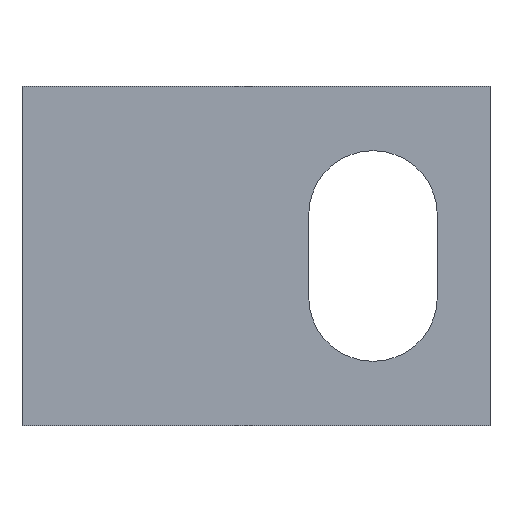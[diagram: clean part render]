
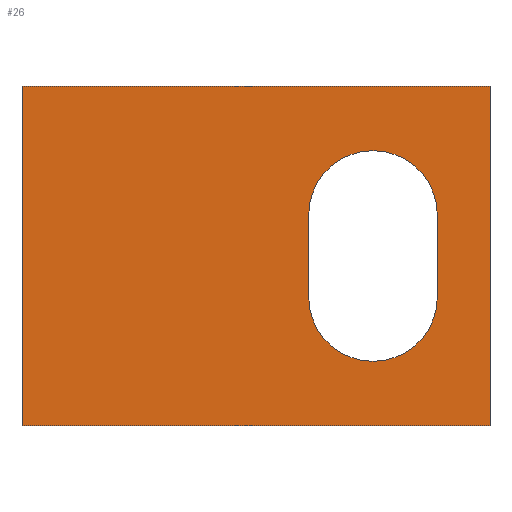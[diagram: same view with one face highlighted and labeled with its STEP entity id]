
A CAD part, front view. The second image highlights one B-rep face of the part: STEP entity #26.
In plain terms, the highlighted planar face has unit normal (0, -1, 0).
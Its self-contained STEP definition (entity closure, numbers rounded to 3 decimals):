
#2 = CARTESIAN_POINT ( 'NONE',  ( 0., 0., 14.5 ) ) ;
#26 = ADVANCED_FACE ( 'NONE', ( #115, #122 ), #334, .F. ) ;
#39 = DIRECTION ( 'NONE',  ( 1., 0., 0. ) ) ;
#48 = ORIENTED_EDGE ( 'NONE', *, *, #167, .T. ) ;
#55 = ORIENTED_EDGE ( 'NONE', *, *, #392, .T. ) ;
#82 = CIRCLE ( 'NONE', #204, 2.75 ) ;
#85 = CARTESIAN_POINT ( 'NONE',  ( 17.75, 0., 9. ) ) ;
#88 = EDGE_CURVE ( 'NONE', #372, #412, #239, .T. ) ;
#92 = DIRECTION ( 'NONE',  ( 0., 0., 1. ) ) ;
#104 = DIRECTION ( 'NONE',  ( 0., 0., 1. ) ) ;
#113 = AXIS2_PLACEMENT_3D ( 'NONE', #181, #175, #92 ) ;
#115 = FACE_BOUND ( 'NONE', #564, .T. ) ;
#122 = FACE_OUTER_BOUND ( 'NONE', #498, .T. ) ;
#126 = CARTESIAN_POINT ( 'NONE',  ( 17.75, 0., 9. ) ) ;
#140 = DIRECTION ( 'NONE',  ( 0., 1., 0. ) ) ;
#142 = CARTESIAN_POINT ( 'NONE',  ( 0., 0., 0. ) ) ;
#144 = AXIS2_PLACEMENT_3D ( 'NONE', #147, #140, #104 ) ;
#145 = DIRECTION ( 'NONE',  ( 0., 0., 1. ) ) ;
#147 = CARTESIAN_POINT ( 'NONE',  ( 15., 0., 9. ) ) ;
#151 = DIRECTION ( 'NONE',  ( 0., 1., 0. ) ) ;
#167 = EDGE_CURVE ( 'NONE', #445, #489, #306, .T. ) ;
#172 = VERTEX_POINT ( 'NONE', #199 ) ;
#175 = DIRECTION ( 'NONE',  ( 0., 1., 0. ) ) ;
#181 = CARTESIAN_POINT ( 'NONE',  ( 15., 0., 9. ) ) ;
#182 = ORIENTED_EDGE ( 'NONE', *, *, #436, .T. ) ;
#186 = DIRECTION ( 'NONE',  ( 0., 0., 1. ) ) ;
#198 = DIRECTION ( 'NONE',  ( 1., 0., 0. ) ) ;
#199 = CARTESIAN_POINT ( 'NONE',  ( 17.75, 0., 5.5 ) ) ;
#204 = AXIS2_PLACEMENT_3D ( 'NONE', #508, #151, #145 ) ;
#239 = LINE ( 'NONE', #421, #287 ) ;
#244 = DIRECTION ( 'NONE',  ( 0., 1., 0. ) ) ;
#272 = DIRECTION ( 'NONE',  ( 0., 0., 1. ) ) ;
#287 = VECTOR ( 'NONE', #597, 1000. ) ;
#295 = CIRCLE ( 'NONE', #113, 2.75 ) ;
#306 = CIRCLE ( 'NONE', #144, 2.75 ) ;
#324 = DIRECTION ( 'NONE',  ( 0., 0., -1. ) ) ;
#326 = EDGE_CURVE ( 'NONE', #363, #506, #596, .T. ) ;
#334 = PLANE ( 'NONE',  #502 ) ;
#363 = VERTEX_POINT ( 'NONE', #391 ) ;
#372 = VERTEX_POINT ( 'NONE', #401 ) ;
#382 = VECTOR ( 'NONE', #198, 1000. ) ;
#391 = CARTESIAN_POINT ( 'NONE',  ( 12.25, 0., 5.5 ) ) ;
#392 = EDGE_CURVE ( 'NONE', #506, #445, #295, .T. ) ;
#396 = CARTESIAN_POINT ( 'NONE',  ( 12.25, 0., 9. ) ) ;
#401 = CARTESIAN_POINT ( 'NONE',  ( 0., 0., 14.5 ) ) ;
#412 = VERTEX_POINT ( 'NONE', #601 ) ;
#413 = LINE ( 'NONE', #575, #645 ) ;
#421 = CARTESIAN_POINT ( 'NONE',  ( 0., 0., 14.5 ) ) ;
#432 = LINE ( 'NONE', #142, #647 ) ;
#436 = EDGE_CURVE ( 'NONE', #172, #363, #82, .T. ) ;
#445 = VERTEX_POINT ( 'NONE', #480 ) ;
#451 = LINE ( 'NONE', #2, #382 ) ;
#459 = ORIENTED_EDGE ( 'NONE', *, *, #545, .T. ) ;
#468 = CARTESIAN_POINT ( 'NONE',  ( 12.25, 0., 9. ) ) ;
#471 = VECTOR ( 'NONE', #324, 1000. ) ;
#472 = LINE ( 'NONE', #85, #471 ) ;
#480 = CARTESIAN_POINT ( 'NONE',  ( 15., 0., 11.75 ) ) ;
#482 = CARTESIAN_POINT ( 'NONE',  ( 20., 0., 14.5 ) ) ;
#486 = ORIENTED_EDGE ( 'NONE', *, *, #88, .T. ) ;
#489 = VERTEX_POINT ( 'NONE', #126 ) ;
#493 = ORIENTED_EDGE ( 'NONE', *, *, #628, .F. ) ;
#496 = EDGE_CURVE ( 'NONE', #412, #529, #432, .T. ) ;
#498 = EDGE_LOOP ( 'NONE', ( #539, #609, #493, #486 ) ) ;
#502 = AXIS2_PLACEMENT_3D ( 'NONE', #582, #244, #272 ) ;
#503 = EDGE_CURVE ( 'NONE', #542, #529, #413, .T. ) ;
#506 = VERTEX_POINT ( 'NONE', #396 ) ;
#508 = CARTESIAN_POINT ( 'NONE',  ( 15., 0., 5.5 ) ) ;
#510 = VECTOR ( 'NONE', #186, 1000. ) ;
#529 = VERTEX_POINT ( 'NONE', #559 ) ;
#539 = ORIENTED_EDGE ( 'NONE', *, *, #496, .T. ) ;
#542 = VERTEX_POINT ( 'NONE', #482 ) ;
#545 = EDGE_CURVE ( 'NONE', #489, #172, #472, .T. ) ;
#559 = CARTESIAN_POINT ( 'NONE',  ( 20., 0., 0. ) ) ;
#560 = ORIENTED_EDGE ( 'NONE', *, *, #326, .T. ) ;
#564 = EDGE_LOOP ( 'NONE', ( #560, #55, #48, #459, #182 ) ) ;
#575 = CARTESIAN_POINT ( 'NONE',  ( 20., 0., 14.5 ) ) ;
#582 = CARTESIAN_POINT ( 'NONE',  ( 0., 0., 14.5 ) ) ;
#596 = LINE ( 'NONE', #468, #510 ) ;
#597 = DIRECTION ( 'NONE',  ( 0., 0., -1. ) ) ;
#601 = CARTESIAN_POINT ( 'NONE',  ( 0., 0., 0. ) ) ;
#609 = ORIENTED_EDGE ( 'NONE', *, *, #503, .F. ) ;
#628 = EDGE_CURVE ( 'NONE', #372, #542, #451, .T. ) ;
#641 = DIRECTION ( 'NONE',  ( 0., 0., -1. ) ) ;
#645 = VECTOR ( 'NONE', #641, 1000. ) ;
#647 = VECTOR ( 'NONE', #39, 1000. ) ;
